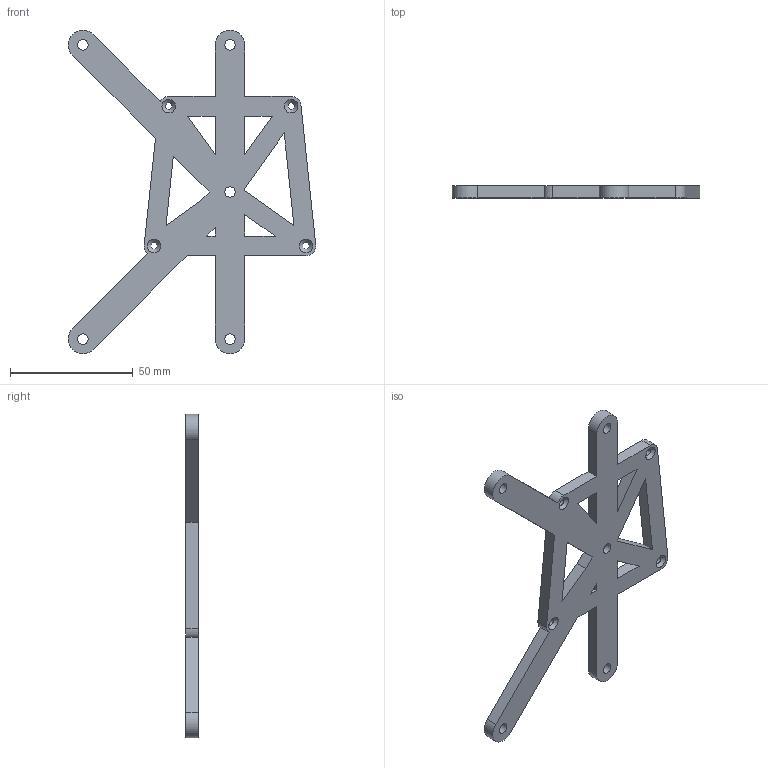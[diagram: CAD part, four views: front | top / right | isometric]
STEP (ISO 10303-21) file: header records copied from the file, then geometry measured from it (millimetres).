
FILE_DESCRIPTION(/* description */ ('','CAx-IF Rec.Pracs.---Representation and Presentation of Product Manufacturing Information (PMI)---4.0---2014-10-13'),/* implementation_level */ '2;1');
FILE_NAME(/* name */ 'sensors-plate_lidar2d_ydlidar-x4_support.step',/* time_stamp */ '2024-11-23T19:39:39Z',/* author */ (''),/* organization */ (''),/* preprocessor_version */ 'ST-DEVELOPER v20',/* originating_system */ 'Autodesk Translation Framework v13.20.0.188',/* authorisation */ '');
FILE_SCHEMA (('AP242_MANAGED_MODEL_BASED_3D_ENGINEERING_MIM_LF { 1 0 10303 442 1 1 4 }'));
Length unit declared in the file: millimetre
Products named in the file (1): Support LiDAR 2D YDLIDAR X4
Bounding box: 100.97 x 5 x 132 mm (x, y, z)
Volume: 25910.4 mm3; surface area: 15231.7 mm2
Topology: 1 solids, 1 shells, 58 faces, 168 edges, 112 vertices
Faces by surface type: plane 36, cylinder 17, cone 5
Full cylindrical faces by diameter (mm): 2.8 x4, 4.3 x5
Entity records: 2009 total; most frequent: CARTESIAN_POINT 339, ORIENTED_EDGE 336, DIRECTION 330, EDGE_CURVE 168, LINE 124, VECTOR 124, VERTEX_POINT 112, AXIS2_PLACEMENT_3D 103
